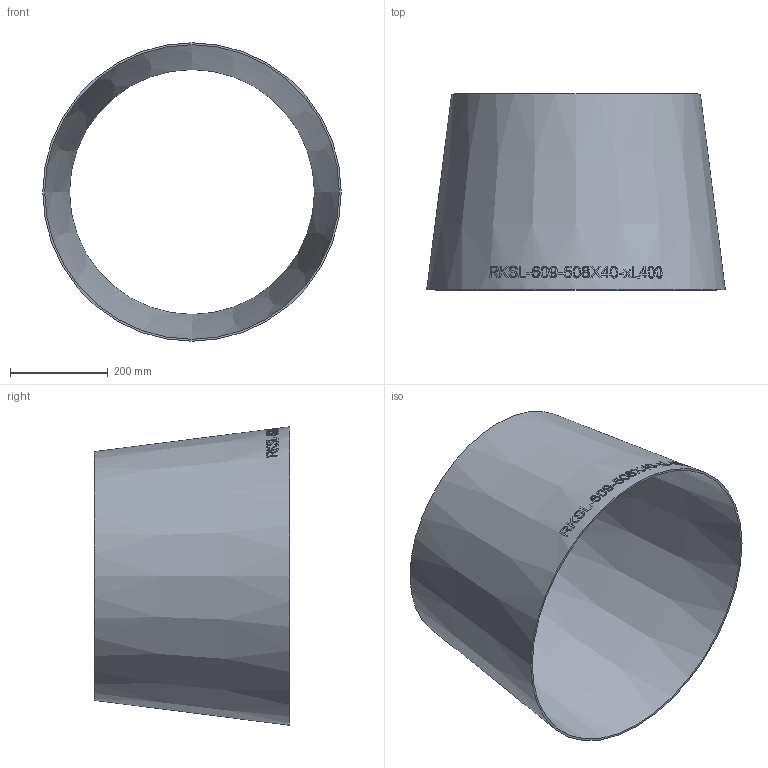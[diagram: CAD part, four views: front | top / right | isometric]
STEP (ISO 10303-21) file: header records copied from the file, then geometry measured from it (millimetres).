
FILE_DESCRIPTION (( 'STEP AP214' ), '1' );
FILE_NAME ('RKSL-609-508X40-xL400 Reduzierung Sonderlänge 2007.STEP', '2020-07-27T09:00:32', ( '' ), ( '' ), 'SwSTEP 2.0', 'SolidWorks 2019', '' );
FILE_SCHEMA (( 'AUTOMOTIVE_DESIGN' ));
Length unit declared in the file: millimetre
Products named in the file (1): RKSL-609-508X40-xL400 Reduzierung Sonderlänge 2007
Bounding box: 609.6 x 400 x 609.6 mm (x, y, z)
Volume: 2804477.5 mm3; surface area: 1419548.3 mm2
Topology: 1 solids, 1 shells, 279 faces, 732 edges, 488 vertices
Faces by surface type: bspline 242, cone 35, plane 2
Entity records: 63732 total; most frequent: CARTESIAN_POINT 56077, ORIENTED_EDGE 1460, EDGE_CURVE 730, B_SPLINE_CURVE_WITH_KNOTS 726, VERTEX_POINT 488, EDGE_LOOP 316, FACE_OUTER_BOUND 279, ADVANCED_FACE 279
